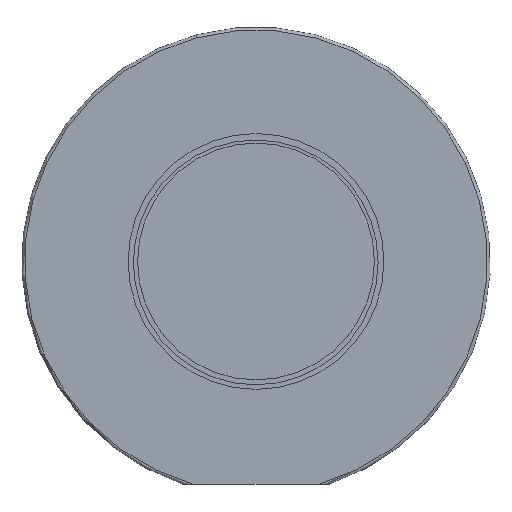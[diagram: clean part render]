
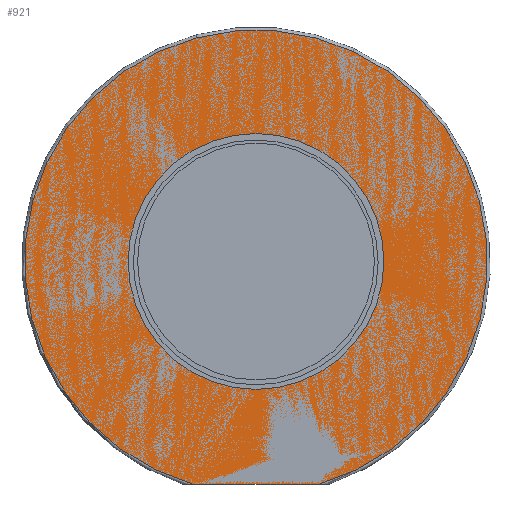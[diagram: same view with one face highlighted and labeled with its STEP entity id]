
A CAD part, front view. The second image highlights one B-rep face of the part: STEP entity #921.
In plain terms, the highlighted planar face has unit normal (0, -1, 0).
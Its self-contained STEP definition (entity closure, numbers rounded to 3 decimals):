
#50=FACE_BOUND('',#284,.T.);
#69=PLANE('',#1025);
#99=LINE('',#1528,#143);
#143=VECTOR('',#1201,10.);
#209=FACE_OUTER_BOUND('',#283,.T.);
#283=EDGE_LOOP('',(#678,#679));
#284=EDGE_LOOP('',(#680));
#375=CIRCLE('',#1018,42.85);
#381=CIRCLE('',#1026,77.5);
#446=VERTEX_POINT('',#1511);
#451=VERTEX_POINT('',#1525);
#452=VERTEX_POINT('',#1526);
#529=EDGE_CURVE('',#446,#446,#375,.T.);
#536=EDGE_CURVE('',#451,#452,#381,.T.);
#537=EDGE_CURVE('',#451,#452,#99,.T.);
#678=ORIENTED_EDGE('',*,*,#536,.F.);
#679=ORIENTED_EDGE('',*,*,#537,.T.);
#680=ORIENTED_EDGE('',*,*,#529,.F.);
#921=ADVANCED_FACE('',(#209,#50),#69,.T.);
#1018=AXIS2_PLACEMENT_3D('',#1512,#1182,#1183);
#1025=AXIS2_PLACEMENT_3D('',#1524,#1197,#1198);
#1026=AXIS2_PLACEMENT_3D('',#1527,#1199,#1200);
#1182=DIRECTION('center_axis',(0.,-1.,0.));
#1183=DIRECTION('ref_axis',(1.,0.,0.));
#1197=DIRECTION('center_axis',(0.,-1.,0.));
#1198=DIRECTION('ref_axis',(1.,0.,0.));
#1199=DIRECTION('center_axis',(0.,1.,0.));
#1200=DIRECTION('ref_axis',(0.,0.,
1.));
#1201=DIRECTION('',(1.,0.,0.));
#1511=CARTESIAN_POINT('',(0.084,-2.1,-42.527));
#1512=CARTESIAN_POINT('Origin',(0.084,-2.1,0.323));
#1524=CARTESIAN_POINT('Origin',(0.084,-2.1,0.323));
#1525=CARTESIAN_POINT('',(-21.061,-2.1,-74.237));
#1526=CARTESIAN_POINT('',(21.229,-2.1,-74.237));
#1527=CARTESIAN_POINT('Origin',(0.084,-2.1,0.323));
#1528=CARTESIAN_POINT('',(12.363,-2.1,-74.237));
